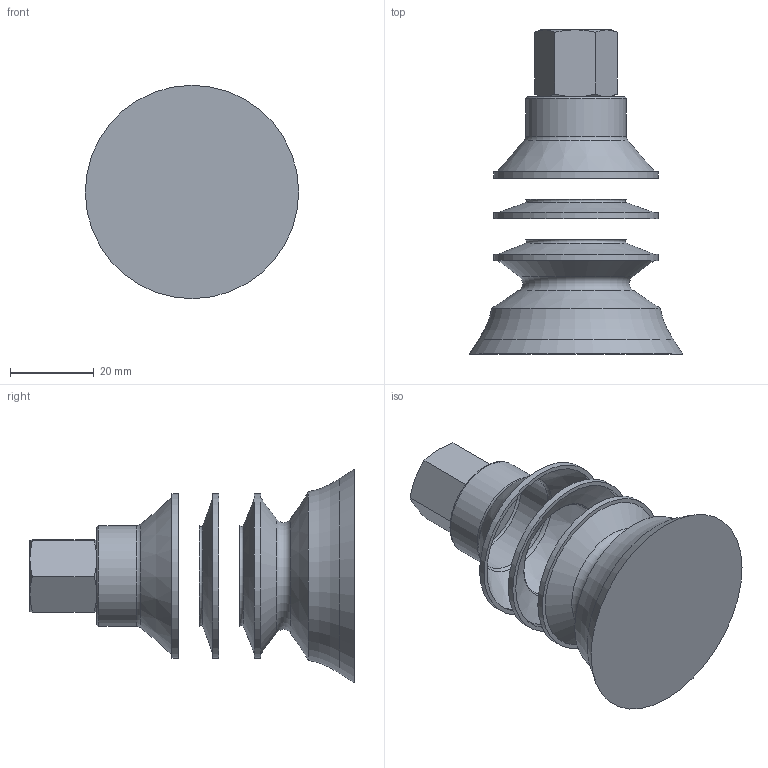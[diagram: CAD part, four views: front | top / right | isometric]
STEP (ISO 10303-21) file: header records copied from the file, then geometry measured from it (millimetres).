
FILE_DESCRIPTION(/* description */ (''),/* implementation_level */ '2;1');
FILE_NAME(/* name */ 'vf51-3nsh30cn_rac7r1-4h.stp',/* time_stamp */ '2020-07-08T08:23:08+02:00',/* author */ ('enginyeria'),/* organization */ (''),/* preprocessor_version */ 'ST-DEVELOPER v17',/* originating_system */ 'Autodesk Inventor 2019',/* authorisation */ '');
FILE_SCHEMA (('CONFIG_CONTROL_DESIGN'));
Length unit declared in the file: millimetre
Products named in the file (1): vf51-3nsh30cn_rac7r1-4h
Bounding box: 51 x 77.5 x 51 mm (x, y, z)
Volume: 56243.6 mm3; surface area: 13592.2 mm2
Topology: 1 solids, 1 shells, 48 faces, 119 edges, 80 vertices
Faces by surface type: cone 22, plane 15, torus 6, cylinder 5
Full cylindrical faces by diameter (mm): 13 x1, 24 x1, 39.3 x3
Entity records: 1544 total; most frequent: CARTESIAN_POINT 295, DIRECTION 265, ORIENTED_EDGE 236, AXIS2_PLACEMENT_3D 122, EDGE_CURVE 118, VERTEX_POINT 80, CIRCLE 73, EDGE_LOOP 56
